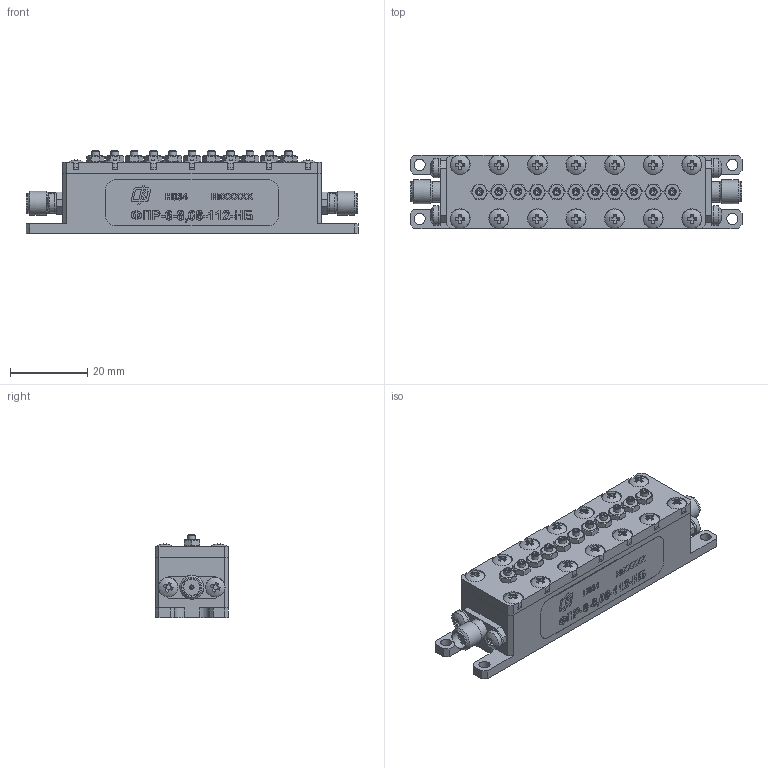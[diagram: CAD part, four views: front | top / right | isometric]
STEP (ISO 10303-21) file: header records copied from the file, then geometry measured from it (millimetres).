
FILE_DESCRIPTION(('STEP AP203'), '1');
FILE_NAME('ÍØÁÀ.468844.174-01_Ôèëüòð ÔÏÐ-6-8,08-112-ÍÁ', '', ('UNSPECIFIED'), ('UNSPECIFIED'), 'ASCON STEP Converter 1.6', 'ASCON Math Kernel', '');
FILE_SCHEMA(('CONFIG_CONTROL_DESIGN'));
Length unit declared in the file: millimetre
Products named in the file (1): НШБА.468844.174-01_Фильтр ФПР-6-8,08-112-НБ
Bounding box: 86 x 19.1 x 21.5 mm (x, y, z)
Volume: 25564.5 mm3; surface area: 15164.6 mm2
Topology: 38 solids, 38 shells, 1268 faces, 3092 edges, 2044 vertices
Faces by surface type: plane 854, cylinder 200, bspline 128, cone 68, sphere 18
Full cylindrical faces by diameter (mm): 0.95 x2, 1.15 x2, 1.6 x22, 2 x11, 2.5 x24, 2.6 x10, 2.7 x32, 2.9 x4, 3 x6, 3.6 x6, 3.8 x6, 4.21 x2, 4.61 x2, 5 x36, 5.2 x2, 5.3 x2, 6.2 x2
Entity records: 72506 total; most frequent: CARTESIAN_POINT 33884, ORIENTED_EDGE 5704, DIRECTION 5197, EDGE_CURVE 2852, VERTEX_POINT 2031, AXIS2_PLACEMENT_3D 1815, EDGE_LOOP 1755, LINE 1567
